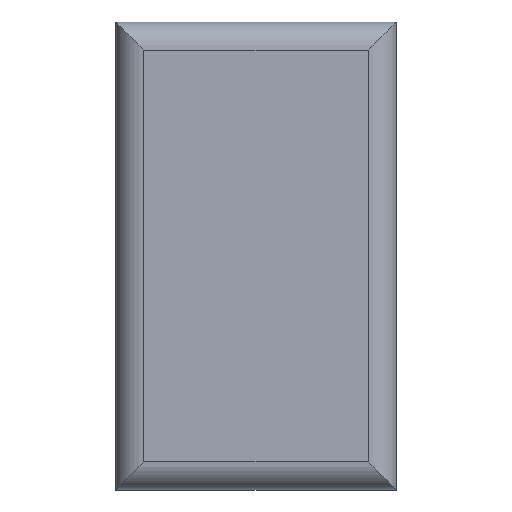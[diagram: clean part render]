
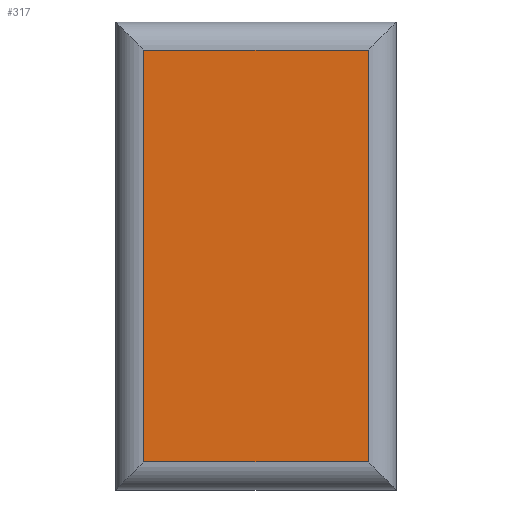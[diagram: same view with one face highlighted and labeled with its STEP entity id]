
A CAD part, top view. The second image highlights one B-rep face of the part: STEP entity #317.
In plain terms, the highlighted planar face has unit normal (0, 0, 1).
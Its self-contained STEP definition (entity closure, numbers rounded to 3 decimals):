
#145 = VERTEX_POINT('',#146);
#146 = CARTESIAN_POINT('',(-12.,-22.,10.));
#153 = EDGE_CURVE('',#154,#145,#156,.T.);
#154 = VERTEX_POINT('',#155);
#155 = CARTESIAN_POINT('',(-12.,22.,10.));
#156 = LINE('',#157,#158);
#157 = CARTESIAN_POINT('',(-12.,25.,10.));
#158 = VECTOR('',#159,1.);
#159 = DIRECTION('',(0.,-1.,0.));
#256 = EDGE_CURVE('',#257,#154,#259,.T.);
#257 = VERTEX_POINT('',#258);
#258 = CARTESIAN_POINT('',(12.,22.,10.));
#259 = LINE('',#260,#261);
#260 = CARTESIAN_POINT('',(15.,22.,10.));
#261 = VECTOR('',#262,1.);
#262 = DIRECTION('',(-1.,0.,0.));
#317 = ADVANCED_FACE('',(#318),#336,.T.);
#318 = FACE_BOUND('',#319,.T.);
#319 = EDGE_LOOP('',(#320,#321,#322,#330));
#320 = ORIENTED_EDGE('',*,*,#256,.T.);
#321 = ORIENTED_EDGE('',*,*,#153,.T.);
#322 = ORIENTED_EDGE('',*,*,#323,.T.);
#323 = EDGE_CURVE('',#145,#324,#326,.T.);
#324 = VERTEX_POINT('',#325);
#325 = CARTESIAN_POINT('',(12.,-22.,10.));
#326 = LINE('',#327,#328);
#327 = CARTESIAN_POINT('',(-15.,-22.,10.));
#328 = VECTOR('',#329,1.);
#329 = DIRECTION('',(1.,0.,0.));
#330 = ORIENTED_EDGE('',*,*,#331,.T.);
#331 = EDGE_CURVE('',#324,#257,#332,.T.);
#332 = LINE('',#333,#334);
#333 = CARTESIAN_POINT('',(12.,-25.,10.));
#334 = VECTOR('',#335,1.);
#335 = DIRECTION('',(0.,1.,0.));
#336 = PLANE('',#337);
#337 = AXIS2_PLACEMENT_3D('',#338,#339,#340);
#338 = CARTESIAN_POINT('',(0.,0.,10.));
#339 = DIRECTION('',(0.,0.,1.));
#340 = DIRECTION('',(1.,0.,-0.));
